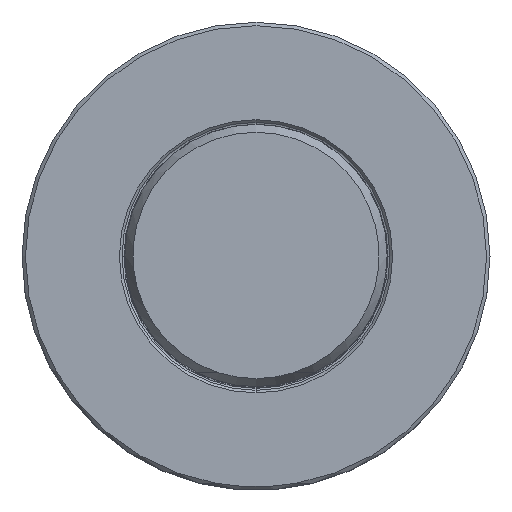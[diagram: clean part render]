
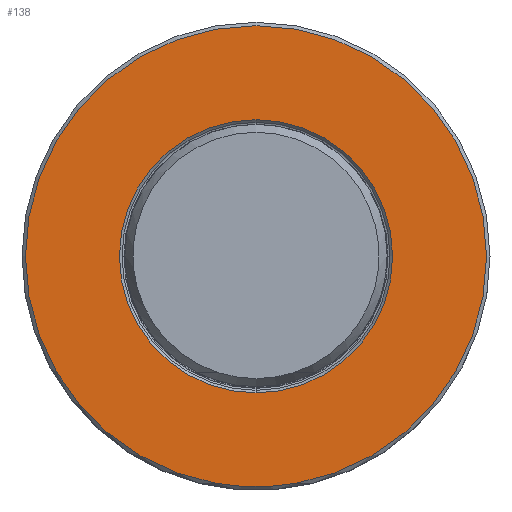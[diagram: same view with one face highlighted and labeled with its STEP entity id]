
A CAD part, top view. The second image highlights one B-rep face of the part: STEP entity #138.
In plain terms, the highlighted planar face has unit normal (0, 0, 1).
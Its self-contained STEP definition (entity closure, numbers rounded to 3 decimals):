
#28=FACE_BOUND('',#286,.T.);
#29=FACE_BOUND('',#287,.T.);
#33=PLANE('',#1225);
#138=ADVANCED_FACE('',(#28,#29),#33,.T.);
#286=EDGE_LOOP('',(#493,#494,#495));
#287=EDGE_LOOP('',(#496,#497));
#493=ORIENTED_EDGE('',*,*,#756,.F.);
#494=ORIENTED_EDGE('',*,*,#759,.F.);
#495=ORIENTED_EDGE('',*,*,#758,.F.);
#496=ORIENTED_EDGE('',*,*,#760,.F.);
#497=ORIENTED_EDGE('',*,*,#761,.F.);
#635=VERTEX_POINT('',#2360);
#636=VERTEX_POINT('',#2362);
#637=VERTEX_POINT('',#2371);
#638=VERTEX_POINT('',#2375);
#639=VERTEX_POINT('',#2376);
#756=EDGE_CURVE('',#635,#636,#902,.T.);
#758=EDGE_CURVE('',#636,#637,#903,.T.);
#759=EDGE_CURVE('',#637,#635,#904,.T.);
#760=EDGE_CURVE('',#638,#639,#905,.T.);
#761=EDGE_CURVE('',#639,#638,#906,.T.);
#902=CIRCLE('',#1218,33.5);
#903=CIRCLE('',#1220,33.5);
#904=CIRCLE('',#1221,33.5);
#905=CIRCLE('',#1223,19.85);
#906=CIRCLE('',#1224,19.85);
#1218=AXIS2_PLACEMENT_3D('',#2361,#1498,#1499);
#1220=AXIS2_PLACEMENT_3D('',#2370,#1502,#1503);
#1221=AXIS2_PLACEMENT_3D('',#2372,#1504,#1505);
#1223=AXIS2_PLACEMENT_3D('',#2374,#1508,#1509);
#1224=AXIS2_PLACEMENT_3D('',#2377,#1510,#1511);
#1225=AXIS2_PLACEMENT_3D('',#2378,#1512,#1513);
#1498=DIRECTION('',(0.,0.,-1.));
#1499=DIRECTION('',(0.172,-0.985,0.));
#1502=DIRECTION('',(0.,0.,-1.));
#1503=DIRECTION('',(-0.172,-0.985,0.));
#1504=DIRECTION('',(0.,0.,-1.));
#1505=DIRECTION('',(0.,1.,0.));
#1508=DIRECTION('',(0.,0.,1.));
#1509=DIRECTION('',(0.,-1.,0.));
#1510=DIRECTION('',(0.,0.,1.));
#1511=DIRECTION('',(0.,1.,0.));
#1512=DIRECTION('',(0.,0.,1.));
#1513=DIRECTION('',(0.,1.,0.));
#2360=CARTESIAN_POINT('',(5.766,-33.,0.));
#2361=CARTESIAN_POINT('',(0.,0.,0.));
#2362=CARTESIAN_POINT('',(-5.766,-33.,0.));
#2370=CARTESIAN_POINT('',(0.,0.,0.));
#2371=CARTESIAN_POINT('',(0.,33.5,0.));
#2372=CARTESIAN_POINT('',(0.,0.,0.));
#2374=CARTESIAN_POINT('',(0.,0.,0.));
#2375=CARTESIAN_POINT('',(0.,-19.85,0.));
#2376=CARTESIAN_POINT('',(0.,19.85,0.));
#2377=CARTESIAN_POINT('',(0.,0.,0.));
#2378=CARTESIAN_POINT('',(0.,0.,0.));
